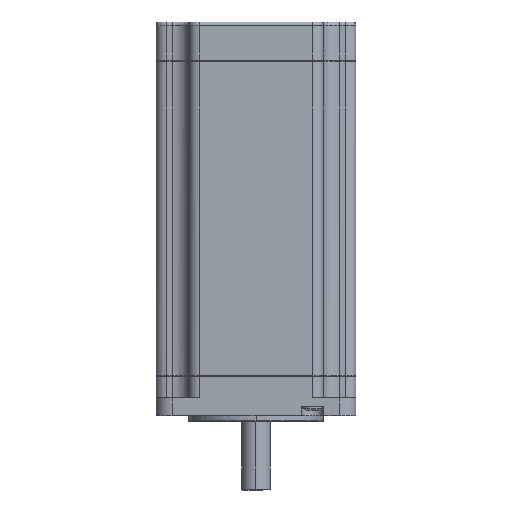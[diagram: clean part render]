
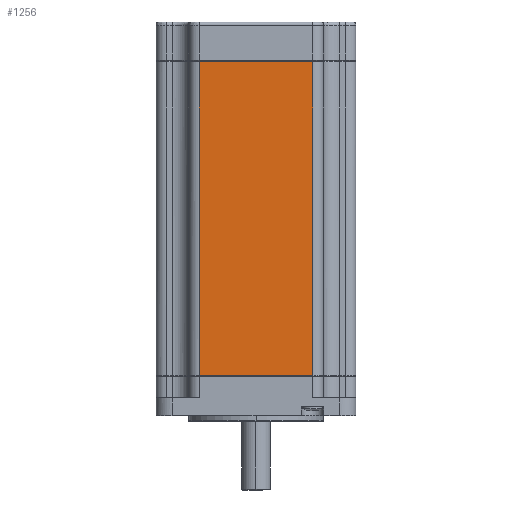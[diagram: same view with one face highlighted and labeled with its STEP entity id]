
A CAD part, left-side view. The second image highlights one B-rep face of the part: STEP entity #1256.
In plain terms, the highlighted free-form (B-spline) face has degree [2, 1] with [3, 2] control points.
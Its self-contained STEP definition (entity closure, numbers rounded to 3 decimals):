
#1256=ADVANCED_FACE('',(#1984),#22859,.T.);
#1984=FACE_OUTER_BOUND('',#2784,.T.);
#2784=EDGE_LOOP('',(#5571,#5572,#5573,#5574));
#5571=ORIENTED_EDGE('',*,*,#19783,.T.);
#5572=ORIENTED_EDGE('',*,*,#19784,.T.);
#5573=ORIENTED_EDGE('',*,*,#19785,.T.);
#5574=ORIENTED_EDGE('',*,*,#19781,.F.);
#8905=PCURVE('',#22858,#12242);
#8908=PCURVE('',#22859,#12245);
#8909=PCURVE('',#22859,#12246);
#8910=PCURVE('',#22859,#12247);
#8911=PCURVE('',#22859,#12248);
#8915=PCURVE('',#22860,#12252);
#9028=PCURVE('',#22549,#12365);
#9151=PCURVE('',#22562,#12488);
#12242=DEFINITIONAL_REPRESENTATION('',(#15932),#49133);
#12245=DEFINITIONAL_REPRESENTATION('',(#15936),#49133);
#12246=DEFINITIONAL_REPRESENTATION('',(#15937),#49133);
#12247=DEFINITIONAL_REPRESENTATION('',(#15939),#49133);
#12248=DEFINITIONAL_REPRESENTATION('',(#15940),#49133);
#12252=DEFINITIONAL_REPRESENTATION('',(#15944),#49133);
#12365=DEFINITIONAL_REPRESENTATION('',(#16105),#49133);
#12488=DEFINITIONAL_REPRESENTATION('',(#16277),#49133);
#15932=B_SPLINE_CURVE_WITH_KNOTS('',1,(#45023,#45024),.UNSPECIFIED.,.F.,
 .F.,(2,2),(0.25,88.75),.UNSPECIFIED.);
#15935=B_SPLINE_CURVE_WITH_KNOTS('',1,(#45034,#45035),.UNSPECIFIED.,.F.,
 .F.,(2,2),(0.,31.88),.UNSPECIFIED.);
#15936=B_SPLINE_CURVE_WITH_KNOTS('',3,(#45036,#45037,#45038,#45039),
 .UNSPECIFIED.,.F.,.F.,(4,4),(0.,31.88),.UNSPECIFIED.);
#15937=B_SPLINE_CURVE_WITH_KNOTS('',1,(#45042,#45043),.UNSPECIFIED.,.F.,
 .F.,(2,2),(0.25,88.75),.UNSPECIFIED.);
#15938=B_SPLINE_CURVE_WITH_KNOTS('',1,(#45044,#45045),.UNSPECIFIED.,.F.,
 .F.,(2,2),(-31.88,0.),.UNSPECIFIED.);
#15939=B_SPLINE_CURVE_WITH_KNOTS('',3,(#45046,#45047,#45048,#45049),
 .UNSPECIFIED.,.F.,.F.,(4,4),(-31.88,0.),.UNSPECIFIED.);
#15940=B_SPLINE_CURVE_WITH_KNOTS('',1,(#45050,#45051),.UNSPECIFIED.,.F.,
 .F.,(2,2),(0.25,88.75),.UNSPECIFIED.);
#15944=B_SPLINE_CURVE_WITH_KNOTS('',1,(#45070,#45071),.UNSPECIFIED.,.F.,
 .F.,(2,2),(0.25,88.75),.UNSPECIFIED.);
#16105=B_SPLINE_CURVE_WITH_KNOTS('',1,(#45678,#45679),.UNSPECIFIED.,.F.,
 .F.,(2,2),(-31.88,0.),.UNSPECIFIED.);
#16277=B_SPLINE_CURVE_WITH_KNOTS('',1,(#46142,#46143),.UNSPECIFIED.,.F.,
 .F.,(2,2),(0.,31.88),.UNSPECIFIED.);
#18110=SURFACE_CURVE('',#21099,(#8905,#8911),.PCURVE_S1.);
#18112=SURFACE_CURVE('',#15935,(#8908,#9151),.PCURVE_S1.);
#18113=SURFACE_CURVE('',#21101,(#8909,#8915),.PCURVE_S1.);
#18114=SURFACE_CURVE('',#15938,(#8910,#9028),.PCURVE_S1.);
#19781=EDGE_CURVE('',#22218,#22146,#18110,.T.);
#19783=EDGE_CURVE('',#22218,#22219,#18112,.T.);
#19784=EDGE_CURVE('',#22219,#22147,#18113,.T.);
#19785=EDGE_CURVE('',#22147,#22146,#18114,.T.);
#21099=(
BOUNDED_CURVE()
B_SPLINE_CURVE(1,(#45021,#45022),.UNSPECIFIED.,.F.,.F.)
B_SPLINE_CURVE_WITH_KNOTS((2,2),(0.25,88.75),.UNSPECIFIED.)
CURVE()
GEOMETRIC_REPRESENTATION_ITEM()
RATIONAL_B_SPLINE_CURVE((1.,1.))
REPRESENTATION_ITEM('')
);
#21101=(
BOUNDED_CURVE()
B_SPLINE_CURVE(1,(#45040,#45041),.UNSPECIFIED.,.F.,.F.)
B_SPLINE_CURVE_WITH_KNOTS((2,2),(0.25,88.75),.UNSPECIFIED.)
CURVE()
GEOMETRIC_REPRESENTATION_ITEM()
RATIONAL_B_SPLINE_CURVE((1.,1.))
REPRESENTATION_ITEM('')
);
#22146=VERTEX_POINT('',#44881);
#22147=VERTEX_POINT('',#44882);
#22218=VERTEX_POINT('',#44953);
#22219=VERTEX_POINT('',#44954);
#22549=PLANE('',#23125);
#22562=PLANE('',#23138);
#22858=(
BOUNDED_SURFACE()
B_SPLINE_SURFACE(2,1,((#44468,#44469),(#44470,#44471),(#44472,#44473)),
 .UNSPECIFIED.,.F.,.F.,.F.)
B_SPLINE_SURFACE_WITH_KNOTS((3,3),(2,2),(-300.493,-295.78),
(0.,89.),.UNSPECIFIED.)
GEOMETRIC_REPRESENTATION_ITEM()
RATIONAL_B_SPLINE_SURFACE(((1.,1.),(0.707,0.707),
(1.,1.)))
REPRESENTATION_ITEM('')
SURFACE()
);
#22859=(
BOUNDED_SURFACE()
B_SPLINE_SURFACE(2,1,((#44474,#44475),(#44476,#44477),(#44478,#44479)),
 .UNSPECIFIED.,.F.,.F.,.F.)
B_SPLINE_SURFACE_WITH_KNOTS((3,3),(2,2),(-295.78,-263.9),
(0.,89.),.UNSPECIFIED.)
GEOMETRIC_REPRESENTATION_ITEM()
RATIONAL_B_SPLINE_SURFACE(((1.,1.),(1.,1.),(1.,1.)))
REPRESENTATION_ITEM('')
SURFACE()
);
#22860=(
BOUNDED_SURFACE()
B_SPLINE_SURFACE(2,1,((#44480,#44481),(#44482,#44483),(#44484,#44485)),
 .UNSPECIFIED.,.F.,.F.,.F.)
B_SPLINE_SURFACE_WITH_KNOTS((3,3),(2,2),(-263.9,-259.188),
(0.,89.),.UNSPECIFIED.)
GEOMETRIC_REPRESENTATION_ITEM()
RATIONAL_B_SPLINE_SURFACE(((1.,1.),(0.707,0.707),
(1.,1.)))
REPRESENTATION_ITEM('')
SURFACE()
);
#23125=AXIS2_PLACEMENT_3D('',#44622,#23406,$);
#23138=AXIS2_PLACEMENT_3D('',#44767,#23419,$);
#23406=DIRECTION('',(-0.707,0.,0.707));
#23419=DIRECTION('',(-0.707,0.,-0.707));
#44468=CARTESIAN_POINT('',(-25.2,18.94,8.5));
#44469=CARTESIAN_POINT('',(-25.2,18.94,97.5));
#44470=CARTESIAN_POINT('',(-28.2,18.94,8.5));
#44471=CARTESIAN_POINT('',(-28.2,18.94,97.5));
#44472=CARTESIAN_POINT('',(-28.2,15.94,8.5));
#44473=CARTESIAN_POINT('',(-28.2,15.94,97.5));
#44474=CARTESIAN_POINT('',(-28.2,15.94,8.5));
#44475=CARTESIAN_POINT('',(-28.2,15.94,97.5));
#44476=CARTESIAN_POINT('',(-28.2,0.,8.5));
#44477=CARTESIAN_POINT('',(-28.2,0.,97.5));
#44478=CARTESIAN_POINT('',(-28.2,-15.94,8.5));
#44479=CARTESIAN_POINT('',(-28.2,-15.94,97.5));
#44480=CARTESIAN_POINT('',(-28.2,-15.94,8.5));
#44481=CARTESIAN_POINT('',(-28.2,-15.94,97.5));
#44482=CARTESIAN_POINT('',(-28.2,-18.94,8.5));
#44483=CARTESIAN_POINT('',(-28.2,-18.94,97.5));
#44484=CARTESIAN_POINT('',(-25.2,-18.94,8.5));
#44485=CARTESIAN_POINT('',(-25.2,-18.94,97.5));
#44622=CARTESIAN_POINT('',(-28.2,15.94,97.25));
#44767=CARTESIAN_POINT('',(-28.2,15.94,8.75));
#44881=CARTESIAN_POINT('',(-28.2,15.94,97.25));
#44882=CARTESIAN_POINT('',(-28.2,-15.94,97.25));
#44953=CARTESIAN_POINT('',(-28.2,15.94,8.75));
#44954=CARTESIAN_POINT('',(-28.2,-15.94,8.75));
#45021=CARTESIAN_POINT('',(-28.2,15.94,8.75));
#45022=CARTESIAN_POINT('',(-28.2,15.94,97.25));
#45023=CARTESIAN_POINT('',(-295.78,0.25));
#45024=CARTESIAN_POINT('',(-295.78,88.75));
#45034=CARTESIAN_POINT('',(-28.2,15.94,8.75));
#45035=CARTESIAN_POINT('',(-28.2,-15.94,8.75));
#45036=CARTESIAN_POINT('',(-295.78,0.25));
#45037=CARTESIAN_POINT('',(-285.154,0.25));
#45038=CARTESIAN_POINT('',(-274.527,0.25));
#45039=CARTESIAN_POINT('',(-263.9,0.25));
#45040=CARTESIAN_POINT('',(-28.2,-15.94,8.75));
#45041=CARTESIAN_POINT('',(-28.2,-15.94,97.25));
#45042=CARTESIAN_POINT('',(-263.9,0.25));
#45043=CARTESIAN_POINT('',(-263.9,88.75));
#45044=CARTESIAN_POINT('',(-28.2,-15.94,97.25));
#45045=CARTESIAN_POINT('',(-28.2,15.94,97.25));
#45046=CARTESIAN_POINT('',(-263.9,88.75));
#45047=CARTESIAN_POINT('',(-274.527,88.75));
#45048=CARTESIAN_POINT('',(-285.154,88.75));
#45049=CARTESIAN_POINT('',(-295.78,88.75));
#45050=CARTESIAN_POINT('',(-295.78,0.25));
#45051=CARTESIAN_POINT('',(-295.78,88.75));
#45070=CARTESIAN_POINT('',(-263.9,0.25));
#45071=CARTESIAN_POINT('',(-263.9,88.75));
#45678=CARTESIAN_POINT('',(31.88,0.));
#45679=CARTESIAN_POINT('',(0.,0.));
#46142=CARTESIAN_POINT('',(0.,0.));
#46143=CARTESIAN_POINT('',(0.,31.88));
#49133=(
GEOMETRIC_REPRESENTATION_CONTEXT(2)
PARAMETRIC_REPRESENTATION_CONTEXT()
REPRESENTATION_CONTEXT('pspace','')
);
